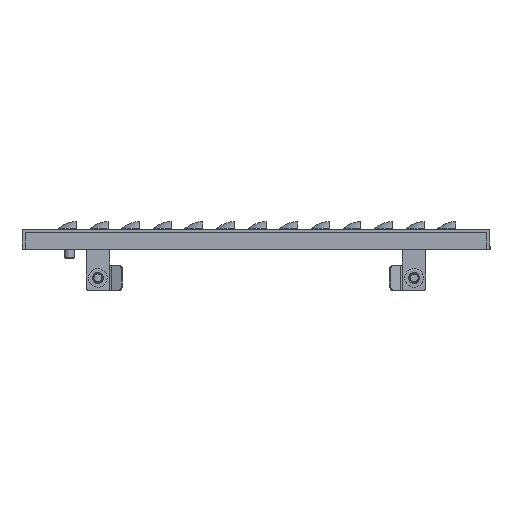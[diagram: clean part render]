
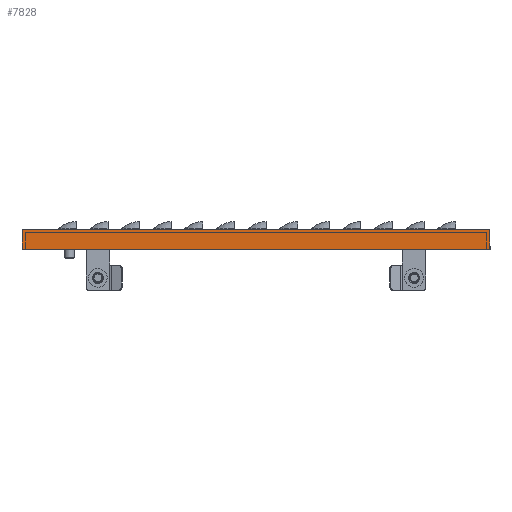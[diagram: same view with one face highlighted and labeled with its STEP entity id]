
A CAD part, left-side view. The second image highlights one B-rep face of the part: STEP entity #7828.
In plain terms, the highlighted planar face has unit normal (-1, 0, 0).
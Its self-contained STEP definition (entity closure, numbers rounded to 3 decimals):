
#252 = DIRECTION ( 'NONE',  ( 0., -1., 0. ) ) ;
#2723 = EDGE_CURVE ( 'NONE', #66297, #4851, #40455, .T. ) ;
#2769 = EDGE_CURVE ( 'NONE', #18174, #29728, #60300, .T. ) ;
#4851 = VERTEX_POINT ( 'NONE', #48052 ) ;
#5048 = ORIENTED_EDGE ( 'NONE', *, *, #2723, .T. ) ;
#5179 = CARTESIAN_POINT ( 'NONE',  ( -995., -296., 0. ) ) ;
#7828 = ADVANCED_FACE ( 'NONE', ( #64372 ), #12464, .F. ) ;
#9278 = ORIENTED_EDGE ( 'NONE', *, *, #2769, .T. ) ;
#11315 = DIRECTION ( 'NONE',  ( 1., 0., 0. ) ) ;
#12464 = PLANE ( 'NONE',  #57313 ) ;
#15396 = DIRECTION ( 'NONE',  ( 0., 0., -1. ) ) ;
#18174 = VERTEX_POINT ( 'NONE', #5179 ) ;
#24819 = VECTOR ( 'NONE', #15396, 1000. ) ;
#29135 = CARTESIAN_POINT ( 'NONE',  ( -995., -148., -12.5 ) ) ;
#29659 = CARTESIAN_POINT ( 'NONE',  ( -995., -148., -2. ) ) ;
#29728 = VERTEX_POINT ( 'NONE', #61314 ) ;
#30278 = CARTESIAN_POINT ( 'NONE',  ( -995., -148., 0. ) ) ;
#32600 = ORIENTED_EDGE ( 'NONE', *, *, #64003, .T. ) ;
#34755 = DIRECTION ( 'NONE',  ( 0., 0., -1. ) ) ;
#40455 = LINE ( 'NONE', #29135, #57273 ) ;
#45043 = LINE ( 'NONE', #68821, #24819 ) ;
#47205 = DIRECTION ( 'NONE',  ( 0., -1., 0. ) ) ;
#48052 = CARTESIAN_POINT ( 'NONE',  ( -995., -296., -12.5 ) ) ;
#49597 = EDGE_LOOP ( 'NONE', ( #9278, #32600, #5048, #64352 ) ) ;
#57273 = VECTOR ( 'NONE', #252, 1000. ) ;
#57313 = AXIS2_PLACEMENT_3D ( 'NONE', #29659, #11315, #47205 ) ;
#58164 = CARTESIAN_POINT ( 'NONE',  ( -995., -296., 2.928 ) ) ;
#60300 = LINE ( 'NONE', #30278, #69723 ) ;
#61314 = CARTESIAN_POINT ( 'NONE',  ( -995., 0., 0. ) ) ;
#64003 = EDGE_CURVE ( 'NONE', #29728, #66297, #45043, .T. ) ;
#64352 = ORIENTED_EDGE ( 'NONE', *, *, #68021, .F. ) ;
#64372 = FACE_OUTER_BOUND ( 'NONE', #49597, .T. ) ;
#64402 = LINE ( 'NONE', #58164, #72703 ) ;
#66297 = VERTEX_POINT ( 'NONE', #73846 ) ;
#68021 = EDGE_CURVE ( 'NONE', #18174, #4851, #64402, .T. ) ;
#68821 = CARTESIAN_POINT ( 'NONE',  ( -995., 0., 2.928 ) ) ;
#69723 = VECTOR ( 'NONE', #73141, 1000. ) ;
#72703 = VECTOR ( 'NONE', #34755, 1000. ) ;
#73141 = DIRECTION ( 'NONE',  ( 0., 1., 0. ) ) ;
#73846 = CARTESIAN_POINT ( 'NONE',  ( -995., 0., -12.5 ) ) ;
